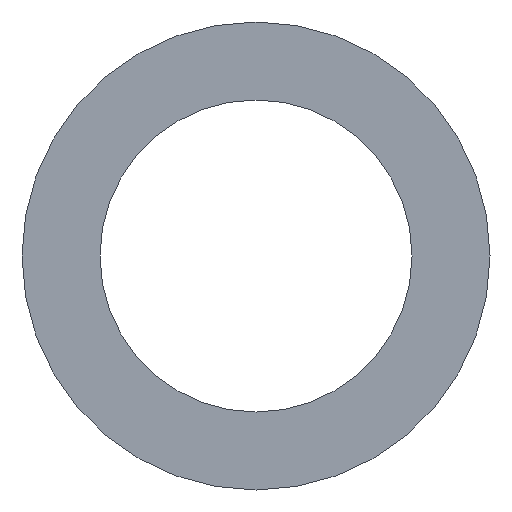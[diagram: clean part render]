
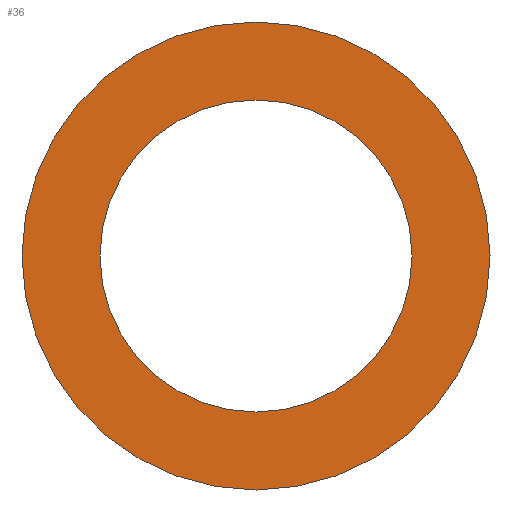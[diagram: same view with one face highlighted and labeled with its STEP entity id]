
A CAD part, front view. The second image highlights one B-rep face of the part: STEP entity #36.
In plain terms, the highlighted planar face has unit normal (0, -1, 0).
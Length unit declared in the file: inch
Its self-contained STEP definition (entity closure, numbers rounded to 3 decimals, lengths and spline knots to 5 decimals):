
#6 = FACE_OUTER_BOUND ( 'NONE', #119, .T. ) ;
#14 = DIRECTION ( 'NONE',  ( 0., 1., 0. ) ) ;
#20 = ORIENTED_EDGE ( 'NONE', *, *, #223, .T. ) ;
#34 = ORIENTED_EDGE ( 'NONE', *, *, #198, .F. ) ;
#36 = ADVANCED_FACE ( 'NONE', ( #6, #140 ), #142, .F. ) ;
#37 = DIRECTION ( 'NONE',  ( 0., 1., 0. ) ) ;
#47 = DIRECTION ( 'NONE',  ( 0., 0., 1. ) ) ;
#51 = VERTEX_POINT ( 'NONE', #156 ) ;
#52 = VERTEX_POINT ( 'NONE', #197 ) ;
#53 = AXIS2_PLACEMENT_3D ( 'NONE', #143, #122, #139 ) ;
#54 = CARTESIAN_POINT ( 'NONE',  ( 0., -0.01575, 0.125 ) ) ;
#67 = EDGE_LOOP ( 'NONE', ( #20, #104 ) ) ;
#71 = EDGE_CURVE ( 'NONE', #83, #52, #169, .T. ) ;
#74 = CARTESIAN_POINT ( 'NONE',  ( 0., -0.01575, 0. ) ) ;
#81 = AXIS2_PLACEMENT_3D ( 'NONE', #195, #37, #196 ) ;
#83 = VERTEX_POINT ( 'NONE', #54 ) ;
#85 = AXIS2_PLACEMENT_3D ( 'NONE', #141, #111, #91 ) ;
#91 = DIRECTION ( 'NONE',  ( 0., 0., 1. ) ) ;
#92 = DIRECTION ( 'NONE',  ( 0., 1., 0. ) ) ;
#95 = EDGE_CURVE ( 'NONE', #51, #217, #118, .T. ) ;
#104 = ORIENTED_EDGE ( 'NONE', *, *, #71, .T. ) ;
#105 = ORIENTED_EDGE ( 'NONE', *, *, #95, .F. ) ;
#111 = DIRECTION ( 'NONE',  ( 0., 1., 0. ) ) ;
#118 = CIRCLE ( 'NONE', #81, 0.1875 ) ;
#119 = EDGE_LOOP ( 'NONE', ( #34, #105 ) ) ;
#122 = DIRECTION ( 'NONE',  ( 0., 1., 0. ) ) ;
#125 = CIRCLE ( 'NONE', #164, 0.125 ) ;
#128 = CARTESIAN_POINT ( 'NONE',  ( 0., -0.01575, 0. ) ) ;
#139 = DIRECTION ( 'NONE',  ( 0., 0., 1. ) ) ;
#140 = FACE_BOUND ( 'NONE', #67, .T. ) ;
#141 = CARTESIAN_POINT ( 'NONE',  ( 0., -0.01575, 0. ) ) ;
#142 = PLANE ( 'NONE',  #85 ) ;
#143 = CARTESIAN_POINT ( 'NONE',  ( 0., -0.01575, 0. ) ) ;
#144 = AXIS2_PLACEMENT_3D ( 'NONE', #128, #92, #47 ) ;
#145 = CARTESIAN_POINT ( 'NONE',  ( 0., -0.01575, -0.1875 ) ) ;
#146 = DIRECTION ( 'NONE',  ( 0., 0., 1. ) ) ;
#156 = CARTESIAN_POINT ( 'NONE',  ( 0., -0.01575, 0.1875 ) ) ;
#164 = AXIS2_PLACEMENT_3D ( 'NONE', #74, #14, #146 ) ;
#168 = CIRCLE ( 'NONE', #144, 0.1875 ) ;
#169 = CIRCLE ( 'NONE', #53, 0.125 ) ;
#195 = CARTESIAN_POINT ( 'NONE',  ( 0., -0.01575, 0. ) ) ;
#196 = DIRECTION ( 'NONE',  ( 0., 0., 1. ) ) ;
#197 = CARTESIAN_POINT ( 'NONE',  ( 0., -0.01575, -0.125 ) ) ;
#198 = EDGE_CURVE ( 'NONE', #217, #51, #168, .T. ) ;
#217 = VERTEX_POINT ( 'NONE', #145 ) ;
#223 = EDGE_CURVE ( 'NONE', #52, #83, #125, .T. ) ;
